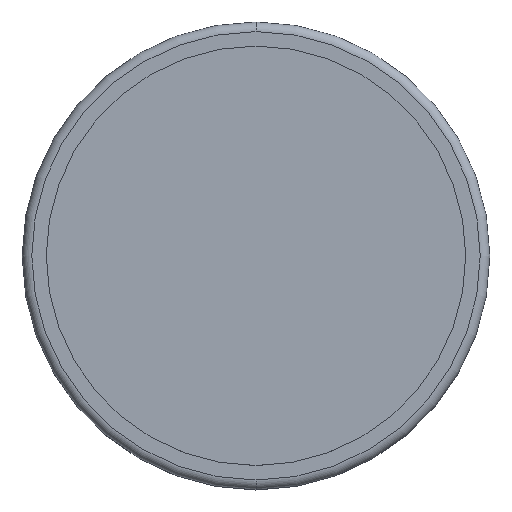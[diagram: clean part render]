
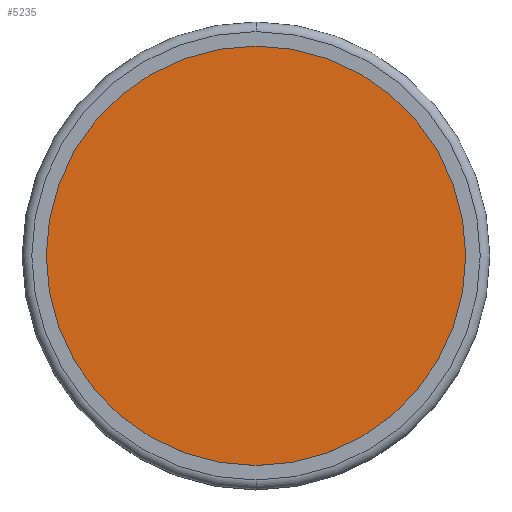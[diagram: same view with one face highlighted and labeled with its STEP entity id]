
A CAD part, top view. The second image highlights one B-rep face of the part: STEP entity #5235.
In plain terms, the highlighted planar face has unit normal (0, 0, 1).
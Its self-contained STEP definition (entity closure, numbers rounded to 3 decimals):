
#285 = EDGE_CURVE('',#286,#288,#290,.T.);
#286 = VERTEX_POINT('',#287);
#287 = CARTESIAN_POINT('',(0.,-4.25,4.7));
#288 = VERTEX_POINT('',#289);
#289 = CARTESIAN_POINT('',(0.,4.45,4.7));
#290 = SURFACE_CURVE('',#291,(#296,#330),.PCURVE_S1.);
#291 = CIRCLE('',#292,4.35);
#292 = AXIS2_PLACEMENT_3D('',#293,#294,#295);
#293 = CARTESIAN_POINT('',(0.,0.1,4.7));
#294 = DIRECTION('',(0.,0.,1.));
#295 = DIRECTION('',(0.,-1.,0.));
#296 = PCURVE('',#297,#302);
#297 = CYLINDRICAL_SURFACE('',#298,4.35);
#298 = AXIS2_PLACEMENT_3D('',#299,#300,#301);
#299 = CARTESIAN_POINT('',(0.,0.1,4.7));
#300 = DIRECTION('',(0.,0.,1.));
#301 = DIRECTION('',(0.,1.,0.));
#302 = DEFINITIONAL_REPRESENTATION('',(#303),#329);
#303 = B_SPLINE_CURVE_WITH_KNOTS('',3,(#304,#305,#306,#307,#308,#309,
    #310,#311,#312,#313,#314,#315,#316,#317,#318,#319,#320,#321,#322,
    #323,#324,#325,#326,#327,#328),.UNSPECIFIED.,.F.,.F.,(4,1,1,1,1,1,1,
    1,1,1,1,1,1,1,1,1,1,1,1,1,1,1,4),(0.,0.143,
    0.286,0.428,0.571,0.714,
    0.857,1.,1.142,1.285,
    1.428,1.571,1.714,1.856,
    1.999,2.142,2.285,2.428,
    2.57,2.713,2.856,2.999,
    3.142),.QUASI_UNIFORM_KNOTS.);
#304 = CARTESIAN_POINT('',(3.142,0.));
#305 = CARTESIAN_POINT('',(3.189,0.));
#306 = CARTESIAN_POINT('',(3.284,0.));
#307 = CARTESIAN_POINT('',(3.427,0.));
#308 = CARTESIAN_POINT('',(3.57,0.));
#309 = CARTESIAN_POINT('',(3.713,0.));
#310 = CARTESIAN_POINT('',(3.856,0.));
#311 = CARTESIAN_POINT('',(3.998,0.));
#312 = CARTESIAN_POINT('',(4.141,0.));
#313 = CARTESIAN_POINT('',(4.284,0.));
#314 = CARTESIAN_POINT('',(4.427,0.));
#315 = CARTESIAN_POINT('',(4.57,0.));
#316 = CARTESIAN_POINT('',(4.712,0.));
#317 = CARTESIAN_POINT('',(4.855,0.));
#318 = CARTESIAN_POINT('',(4.998,0.));
#319 = CARTESIAN_POINT('',(5.141,0.));
#320 = CARTESIAN_POINT('',(5.284,0.));
#321 = CARTESIAN_POINT('',(5.426,0.));
#322 = CARTESIAN_POINT('',(5.569,0.));
#323 = CARTESIAN_POINT('',(5.712,0.));
#324 = CARTESIAN_POINT('',(5.855,0.));
#325 = CARTESIAN_POINT('',(5.998,0.));
#326 = CARTESIAN_POINT('',(6.14,0.));
#327 = CARTESIAN_POINT('',(6.236,0.));
#328 = CARTESIAN_POINT('',(6.283,0.));
#329 = ( GEOMETRIC_REPRESENTATION_CONTEXT(2) 
PARAMETRIC_REPRESENTATION_CONTEXT() REPRESENTATION_CONTEXT('2D SPACE',''
  ) );
#330 = PCURVE('',#331,#336);
#331 = PLANE('',#332);
#332 = AXIS2_PLACEMENT_3D('',#333,#334,#335);
#333 = CARTESIAN_POINT('',(0.,0.1,4.7));
#334 = DIRECTION('',(0.,0.,1.));
#335 = DIRECTION('',(1.,0.,0.));
#336 = DEFINITIONAL_REPRESENTATION('',(#337),#341);
#337 = CIRCLE('',#338,4.35);
#338 = AXIS2_PLACEMENT_2D('',#339,#340);
#339 = CARTESIAN_POINT('',(0.,0.));
#340 = DIRECTION('',(0.,-1.));
#341 = ( GEOMETRIC_REPRESENTATION_CONTEXT(2) 
PARAMETRIC_REPRESENTATION_CONTEXT() REPRESENTATION_CONTEXT('2D SPACE',''
  ) );
#381 = CYLINDRICAL_SURFACE('',#382,4.35);
#382 = AXIS2_PLACEMENT_3D('',#383,#384,#385);
#383 = CARTESIAN_POINT('',(0.,0.1,4.7));
#384 = DIRECTION('',(0.,0.,1.));
#385 = DIRECTION('',(0.,1.,0.));
#5190 = EDGE_CURVE('',#288,#286,#5191,.T.);
#5191 = SURFACE_CURVE('',#5192,(#5197,#5226),.PCURVE_S1.);
#5192 = CIRCLE('',#5193,4.35);
#5193 = AXIS2_PLACEMENT_3D('',#5194,#5195,#5196);
#5194 = CARTESIAN_POINT('',(0.,0.1,4.7));
#5195 = DIRECTION('',(0.,0.,1.));
#5196 = DIRECTION('',(0.,-1.,0.));
#5197 = PCURVE('',#381,#5198);
#5198 = DEFINITIONAL_REPRESENTATION('',(#5199),#5225);
#5199 = B_SPLINE_CURVE_WITH_KNOTS('',3,(#5200,#5201,#5202,#5203,#5204,
    #5205,#5206,#5207,#5208,#5209,#5210,#5211,#5212,#5213,#5214,#5215,
    #5216,#5217,#5218,#5219,#5220,#5221,#5222,#5223,#5224),
  .UNSPECIFIED.,.F.,.F.,(4,1,1,1,1,1,1,1,1,1,1,1,1,1,1,1,1,1,1,1,1,1,4),
  (3.142,3.284,3.427,3.57,
    3.713,3.856,3.998,4.141,
    4.284,4.427,4.57,4.712,
    4.855,4.998,5.141,5.284,
    5.426,5.569,5.712,5.855,
    5.998,6.14,6.283),.QUASI_UNIFORM_KNOTS.);
#5200 = CARTESIAN_POINT('',(0.,0.));
#5201 = CARTESIAN_POINT('',(0.048,0.));
#5202 = CARTESIAN_POINT('',(0.143,0.));
#5203 = CARTESIAN_POINT('',(0.286,0.));
#5204 = CARTESIAN_POINT('',(0.428,0.));
#5205 = CARTESIAN_POINT('',(0.571,0.));
#5206 = CARTESIAN_POINT('',(0.714,0.));
#5207 = CARTESIAN_POINT('',(0.857,0.));
#5208 = CARTESIAN_POINT('',(1.,0.));
#5209 = CARTESIAN_POINT('',(1.142,0.));
#5210 = CARTESIAN_POINT('',(1.285,0.));
#5211 = CARTESIAN_POINT('',(1.428,0.));
#5212 = CARTESIAN_POINT('',(1.571,0.));
#5213 = CARTESIAN_POINT('',(1.714,0.));
#5214 = CARTESIAN_POINT('',(1.856,0.));
#5215 = CARTESIAN_POINT('',(1.999,0.));
#5216 = CARTESIAN_POINT('',(2.142,0.));
#5217 = CARTESIAN_POINT('',(2.285,0.));
#5218 = CARTESIAN_POINT('',(2.428,0.));
#5219 = CARTESIAN_POINT('',(2.57,0.));
#5220 = CARTESIAN_POINT('',(2.713,0.));
#5221 = CARTESIAN_POINT('',(2.856,0.));
#5222 = CARTESIAN_POINT('',(2.999,0.));
#5223 = CARTESIAN_POINT('',(3.094,0.));
#5224 = CARTESIAN_POINT('',(3.142,0.));
#5225 = ( GEOMETRIC_REPRESENTATION_CONTEXT(2) 
PARAMETRIC_REPRESENTATION_CONTEXT() REPRESENTATION_CONTEXT('2D SPACE',''
  ) );
#5226 = PCURVE('',#331,#5227);
#5227 = DEFINITIONAL_REPRESENTATION('',(#5228),#5232);
#5228 = CIRCLE('',#5229,4.35);
#5229 = AXIS2_PLACEMENT_2D('',#5230,#5231);
#5230 = CARTESIAN_POINT('',(0.,0.));
#5231 = DIRECTION('',(0.,-1.));
#5232 = ( GEOMETRIC_REPRESENTATION_CONTEXT(2) 
PARAMETRIC_REPRESENTATION_CONTEXT() REPRESENTATION_CONTEXT('2D SPACE',''
  ) );
#5235 = ADVANCED_FACE('',(#5236),#331,.T.);
#5236 = FACE_BOUND('',#5237,.T.);
#5237 = EDGE_LOOP('',(#5238,#5239));
#5238 = ORIENTED_EDGE('',*,*,#5190,.T.);
#5239 = ORIENTED_EDGE('',*,*,#285,.T.);
